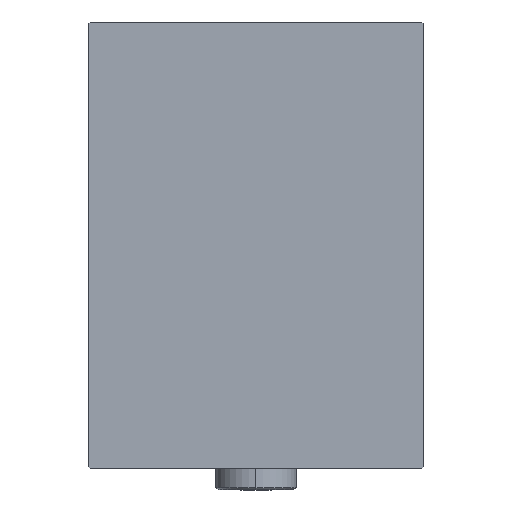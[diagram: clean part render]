
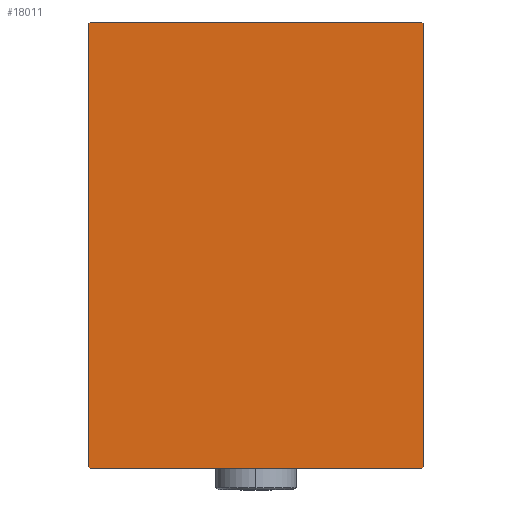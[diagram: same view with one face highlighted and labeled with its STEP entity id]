
A CAD part, left-side view. The second image highlights one B-rep face of the part: STEP entity #18011.
In plain terms, the highlighted face is planar.
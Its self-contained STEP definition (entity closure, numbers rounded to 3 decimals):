
#130 = CARTESIAN_POINT ( 'NONE',  ( 153., -37.5, 49.7 ) ) ;
#652 = VERTEX_POINT ( 'NONE', #31370 ) ;
#730 = CARTESIAN_POINT ( 'NONE',  ( 153., 43.6, -43.6 ) ) ;
#1102 = ORIENTED_EDGE ( 'NONE', *, *, #28996, .T. ) ;
#1688 = VERTEX_POINT ( 'NONE', #42706 ) ;
#2647 = CARTESIAN_POINT ( 'NONE',  ( 153., 37.5, -49.7 ) ) ;
#3174 = CARTESIAN_POINT ( 'NONE',  ( 153., 37.5, 50. ) ) ;
#4038 = CARTESIAN_POINT ( 'NONE',  ( 153., -43.6, 43.6 ) ) ;
#5456 = DIRECTION ( 'NONE',  ( 1., 0., 0. ) ) ;
#5743 = VECTOR ( 'NONE', #8040, 1000. ) ;
#5908 = FACE_OUTER_BOUND ( 'NONE', #20597, .T. ) ;
#6899 = LINE ( 'NONE', #41563, #26725 ) ;
#7205 = ORIENTED_EDGE ( 'NONE', *, *, #34877, .T. ) ;
#7220 = LINE ( 'NONE', #20882, #37325 ) ;
#7773 = EDGE_CURVE ( 'NONE', #652, #1688, #30232, .T. ) ;
#7854 = EDGE_CURVE ( 'NONE', #15402, #17915, #41621, .T. ) ;
#8040 = DIRECTION ( 'NONE',  ( 0., -0.707, -0.707 ) ) ;
#8095 = DIRECTION ( 'NONE',  ( 0., 0., 1. ) ) ;
#8685 = ORIENTED_EDGE ( 'NONE', *, *, #13826, .T. ) ;
#10627 = ORIENTED_EDGE ( 'NONE', *, *, #33926, .T. ) ;
#11946 = CARTESIAN_POINT ( 'NONE',  ( 153., 37.2, -50. ) ) ;
#12393 = CARTESIAN_POINT ( 'NONE',  ( 153., 0., 0. ) ) ;
#13111 = VERTEX_POINT ( 'NONE', #11946 ) ;
#13234 = CARTESIAN_POINT ( 'NONE',  ( 153., -37.5, -49.7 ) ) ;
#13826 = EDGE_CURVE ( 'NONE', #42219, #13111, #32536, .T. ) ;
#15012 = LINE ( 'NONE', #730, #30190 ) ;
#15402 = VERTEX_POINT ( 'NONE', #15805 ) ;
#15805 = CARTESIAN_POINT ( 'NONE',  ( 153., -37.2, 50. ) ) ;
#17915 = VERTEX_POINT ( 'NONE', #130 ) ;
#18011 = ADVANCED_FACE ( 'NONE', ( #5908 ), #22467, .T. ) ;
#18153 = DIRECTION ( 'NONE',  ( 0., 0.707, 0.707 ) ) ;
#18889 = CARTESIAN_POINT ( 'NONE',  ( 153., -37.5, -50. ) ) ;
#19156 = EDGE_CURVE ( 'NONE', #13111, #21901, #15012, .T. ) ;
#20382 = DIRECTION ( 'NONE',  ( 0., -0.707, 0.707 ) ) ;
#20473 = VERTEX_POINT ( 'NONE', #13234 ) ;
#20597 = EDGE_LOOP ( 'NONE', ( #8685, #21861, #1102, #37368, #7205, #21885, #38900, #10627 ) ) ;
#20872 = AXIS2_PLACEMENT_3D ( 'NONE', #12393, #5456, #29829 ) ;
#20882 = CARTESIAN_POINT ( 'NONE',  ( 153., 37.5, -50. ) ) ;
#21059 = VECTOR ( 'NONE', #42691, 1000. ) ;
#21435 = VECTOR ( 'NONE', #20382, 1000. ) ;
#21861 = ORIENTED_EDGE ( 'NONE', *, *, #19156, .T. ) ;
#21885 = ORIENTED_EDGE ( 'NONE', *, *, #7854, .T. ) ;
#21901 = VERTEX_POINT ( 'NONE', #2647 ) ;
#22440 = VECTOR ( 'NONE', #30660, 1000. ) ;
#22467 = PLANE ( 'NONE',  #20872 ) ;
#23410 = CARTESIAN_POINT ( 'NONE',  ( 153., -37.2, -50. ) ) ;
#23901 = DIRECTION ( 'NONE',  ( 0., 0.707, -0.707 ) ) ;
#25378 = DIRECTION ( 'NONE',  ( 0., 1., 0. ) ) ;
#25899 = LINE ( 'NONE', #35731, #21059 ) ;
#26725 = VECTOR ( 'NONE', #23901, 1000. ) ;
#28749 = VECTOR ( 'NONE', #25378, 1000. ) ;
#28996 = EDGE_CURVE ( 'NONE', #21901, #652, #7220, .T. ) ;
#29829 = DIRECTION ( 'NONE',  ( 0., 0., -1. ) ) ;
#30190 = VECTOR ( 'NONE', #18153, 1000. ) ;
#30232 = LINE ( 'NONE', #44111, #21435 ) ;
#30449 = LINE ( 'NONE', #3174, #22440 ) ;
#30660 = DIRECTION ( 'NONE',  ( 0., -1., 0. ) ) ;
#31370 = CARTESIAN_POINT ( 'NONE',  ( 153., 37.5, 49.7 ) ) ;
#32536 = LINE ( 'NONE', #18889, #28749 ) ;
#33926 = EDGE_CURVE ( 'NONE', #20473, #42219, #6899, .T. ) ;
#34877 = EDGE_CURVE ( 'NONE', #1688, #15402, #30449, .T. ) ;
#35731 = CARTESIAN_POINT ( 'NONE',  ( 153., -37.5, 50. ) ) ;
#36293 = EDGE_CURVE ( 'NONE', #17915, #20473, #25899, .T. ) ;
#37325 = VECTOR ( 'NONE', #8095, 1000. ) ;
#37368 = ORIENTED_EDGE ( 'NONE', *, *, #7773, .T. ) ;
#38900 = ORIENTED_EDGE ( 'NONE', *, *, #36293, .T. ) ;
#41563 = CARTESIAN_POINT ( 'NONE',  ( 153., -43.6, -43.6 ) ) ;
#41621 = LINE ( 'NONE', #4038, #5743 ) ;
#42219 = VERTEX_POINT ( 'NONE', #23410 ) ;
#42691 = DIRECTION ( 'NONE',  ( 0., 0., -1. ) ) ;
#42706 = CARTESIAN_POINT ( 'NONE',  ( 153., 37.2, 50. ) ) ;
#44111 = CARTESIAN_POINT ( 'NONE',  ( 153., 43.6, 43.6 ) ) ;
